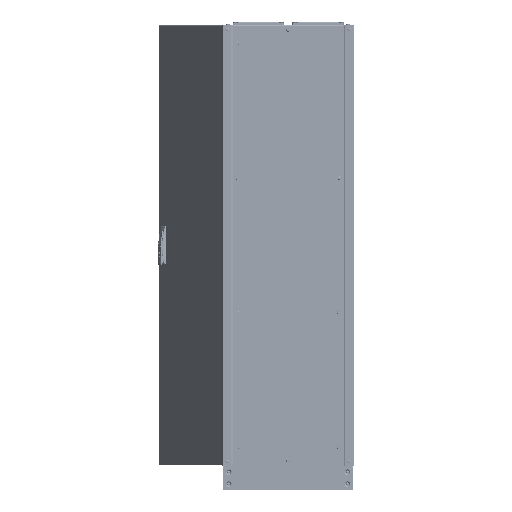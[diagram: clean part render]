
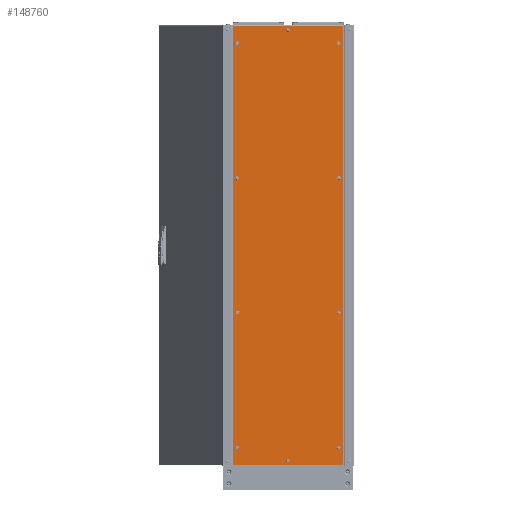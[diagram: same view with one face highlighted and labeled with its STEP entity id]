
A CAD part, left-side view. The second image highlights one B-rep face of the part: STEP entity #148760.
In plain terms, the highlighted face is planar.
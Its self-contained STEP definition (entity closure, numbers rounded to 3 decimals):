
#4029=CIRCLE('',#157208,7.5);
#4030=CIRCLE('',#157209,7.5);
#4031=CIRCLE('',#157210,7.5);
#4032=CIRCLE('',#157211,7.5);
#4033=CIRCLE('',#157212,7.5);
#4034=CIRCLE('',#157213,7.5);
#4035=CIRCLE('',#157214,7.5);
#4036=CIRCLE('',#157215,7.5);
#4037=CIRCLE('',#157216,7.5);
#4038=CIRCLE('',#157217,5.5);
#17947=ORIENTED_EDGE('',*,*,#46542,.F.);
#17948=ORIENTED_EDGE('',*,*,#46543,.F.);
#17949=ORIENTED_EDGE('',*,*,#46544,.F.);
#17950=ORIENTED_EDGE('',*,*,#46545,.F.);
#17951=ORIENTED_EDGE('',*,*,#46546,.F.);
#17952=ORIENTED_EDGE('',*,*,#46547,.F.);
#17953=ORIENTED_EDGE('',*,*,#46548,.F.);
#17954=ORIENTED_EDGE('',*,*,#46549,.F.);
#17955=ORIENTED_EDGE('',*,*,#46550,.F.);
#17956=ORIENTED_EDGE('',*,*,#46551,.F.);
#17957=ORIENTED_EDGE('',*,*,#46471,.T.);
#17958=ORIENTED_EDGE('',*,*,#46468,.T.);
#17959=ORIENTED_EDGE('',*,*,#46469,.F.);
#17960=ORIENTED_EDGE('',*,*,#46474,.F.);
#46468=EDGE_CURVE('',#61466,#61465,#71660,.T.);
#46469=EDGE_CURVE('',#61474,#61465,#71661,.T.);
#46471=EDGE_CURVE('',#61455,#61466,#71663,.T.);
#46474=EDGE_CURVE('',#61455,#61474,#71666,.T.);
#46542=EDGE_CURVE('',#61536,#61536,#4029,.T.);
#46543=EDGE_CURVE('',#61537,#61537,#4030,.T.);
#46544=EDGE_CURVE('',#61538,#61538,#4031,.T.);
#46545=EDGE_CURVE('',#61539,#61539,#4032,.T.);
#46546=EDGE_CURVE('',#61540,#61540,#4033,.T.);
#46547=EDGE_CURVE('',#61541,#61541,#4034,.T.);
#46548=EDGE_CURVE('',#61542,#61542,#4035,.T.);
#46549=EDGE_CURVE('',#61543,#61543,#4036,.T.);
#46550=EDGE_CURVE('',#61544,#61544,#4037,.T.);
#46551=EDGE_CURVE('',#61545,#61545,#4038,.T.);
#61455=VERTEX_POINT('',#211576);
#61465=VERTEX_POINT('',#211605);
#61466=VERTEX_POINT('',#211609);
#61474=VERTEX_POINT('',#211629);
#61536=VERTEX_POINT('',#211802);
#61537=VERTEX_POINT('',#211804);
#61538=VERTEX_POINT('',#211806);
#61539=VERTEX_POINT('',#211808);
#61540=VERTEX_POINT('',#211810);
#61541=VERTEX_POINT('',#211812);
#61542=VERTEX_POINT('',#211814);
#61543=VERTEX_POINT('',#211816);
#61544=VERTEX_POINT('',#211818);
#61545=VERTEX_POINT('',#211820);
#71660=LINE('',#211652,#79695);
#71661=LINE('',#211654,#79696);
#71663=LINE('',#211657,#79698);
#71666=LINE('',#211661,#79701);
#79695=VECTOR('',#175666,1000.);
#79696=VECTOR('',#175669,1000.);
#79698=VECTOR('',#175673,1000.);
#79701=VECTOR('',#175678,1000.);
#88555=EDGE_LOOP('',(#17947));
#88556=EDGE_LOOP('',(#17948));
#88557=EDGE_LOOP('',(#17949));
#88558=EDGE_LOOP('',(#17950));
#88559=EDGE_LOOP('',(#17951));
#88560=EDGE_LOOP('',(#17952));
#88561=EDGE_LOOP('',(#17953));
#88562=EDGE_LOOP('',(#17954));
#88563=EDGE_LOOP('',(#17955));
#88564=EDGE_LOOP('',(#17956));
#88565=EDGE_LOOP('',(#17957,#17958,#17959,#17960));
#97858=FACE_BOUND('',#88555,.T.);
#97859=FACE_BOUND('',#88556,.T.);
#97860=FACE_BOUND('',#88557,.T.);
#97861=FACE_BOUND('',#88558,.T.);
#97862=FACE_BOUND('',#88559,.T.);
#97863=FACE_BOUND('',#88560,.T.);
#97864=FACE_BOUND('',#88561,.T.);
#97865=FACE_BOUND('',#88562,.T.);
#97866=FACE_BOUND('',#88563,.T.);
#97867=FACE_BOUND('',#88564,.T.);
#97868=FACE_BOUND('',#88565,.T.);
#105548=PLANE('',#157207);
#148760=ADVANCED_FACE('',(#97858,#97859,#97860,#97861,#97862,#97863,#97864,
#97865,#97866,#97867,#97868),#105548,.T.);
#157207=AXIS2_PLACEMENT_3D('',#211800,#175804,#175805);
#157208=AXIS2_PLACEMENT_3D('',#211801,#175806,#175807);
#157209=AXIS2_PLACEMENT_3D('',#211803,#175808,#175809);
#157210=AXIS2_PLACEMENT_3D('',#211805,#175810,#175811);
#157211=AXIS2_PLACEMENT_3D('',#211807,#175812,#175813);
#157212=AXIS2_PLACEMENT_3D('',#211809,#175814,#175815);
#157213=AXIS2_PLACEMENT_3D('',#211811,#175816,#175817);
#157214=AXIS2_PLACEMENT_3D('',#211813,#175818,#175819);
#157215=AXIS2_PLACEMENT_3D('',#211815,#175820,#175821);
#157216=AXIS2_PLACEMENT_3D('',#211817,#175822,#175823);
#157217=AXIS2_PLACEMENT_3D('',#211819,#175824,#175825);
#175666=DIRECTION('',(1.,0.,0.));
#175669=DIRECTION('',(0.,1.,0.));
#175673=DIRECTION('',(0.,1.,0.));
#175678=DIRECTION('',(1.,0.,0.));
#175804=DIRECTION('',(0.,0.,-1.));
#175805=DIRECTION('',(-1.,0.,0.));
#175806=DIRECTION('',(0.,0.,-1.));
#175807=DIRECTION('',(-1.,0.,0.));
#175808=DIRECTION('',(0.,0.,-1.));
#175809=DIRECTION('',(-1.,0.,0.));
#175810=DIRECTION('',(0.,0.,-1.));
#175811=DIRECTION('',(-1.,0.,0.));
#175812=DIRECTION('',(0.,0.,-1.));
#175813=DIRECTION('',(-1.,0.,0.));
#175814=DIRECTION('',(0.,0.,-1.));
#175815=DIRECTION('',(-1.,0.,0.));
#175816=DIRECTION('',(0.,0.,-1.));
#175817=DIRECTION('',(-1.,0.,0.));
#175818=DIRECTION('',(0.,0.,-1.));
#175819=DIRECTION('',(-1.,0.,0.));
#175820=DIRECTION('',(0.,0.,-1.));
#175821=DIRECTION('',(-1.,0.,0.));
#175822=DIRECTION('',(0.,0.,-1.));
#175823=DIRECTION('',(-1.,0.,0.));
#175824=DIRECTION('',(0.,0.,-1.));
#175825=DIRECTION('',(1.,0.,0.));
#211576=CARTESIAN_POINT('',(-229.,-918.986,0.));
#211605=CARTESIAN_POINT('',(229.,918.986,0.));
#211609=CARTESIAN_POINT('',(-229.,918.986,0.));
#211629=CARTESIAN_POINT('',(229.,-918.986,0.));
#211652=CARTESIAN_POINT('',(0.,918.986,0.));
#211654=CARTESIAN_POINT('',(229.,0.,0.));
#211657=CARTESIAN_POINT('',(-229.,921.486,0.));
#211661=CARTESIAN_POINT('',(0.,-918.986,0.));
#211800=CARTESIAN_POINT('',(0.,0.,0.));
#211801=CARTESIAN_POINT('',(212.5,282.167,0.));
#211802=CARTESIAN_POINT('',(205.,282.167,0.));
#211803=CARTESIAN_POINT('',(-212.5,-282.167,0.));
#211804=CARTESIAN_POINT('',(-220.,-282.167,0.));
#211805=CARTESIAN_POINT('',(-212.5,-846.5,0.));
#211806=CARTESIAN_POINT('',(-220.,-846.5,0.));
#211807=CARTESIAN_POINT('',(212.5,-846.5,0.));
#211808=CARTESIAN_POINT('',(205.,-846.5,0.));
#211809=CARTESIAN_POINT('',(212.5,-282.167,0.));
#211810=CARTESIAN_POINT('',(205.,-282.167,0.));
#211811=CARTESIAN_POINT('',(-212.5,282.167,0.));
#211812=CARTESIAN_POINT('',(-220.,282.167,0.));
#211813=CARTESIAN_POINT('',(-212.5,846.5,0.));
#211814=CARTESIAN_POINT('',(-220.,846.5,0.));
#211815=CARTESIAN_POINT('',(0.,902.5,0.));
#211816=CARTESIAN_POINT('',(-7.5,902.5,0.));
#211817=CARTESIAN_POINT('',(212.5,846.5,0.));
#211818=CARTESIAN_POINT('',(205.,846.5,0.));
#211819=CARTESIAN_POINT('',(0.,-902.5,0.));
#211820=CARTESIAN_POINT('',(5.5,-902.5,0.));
